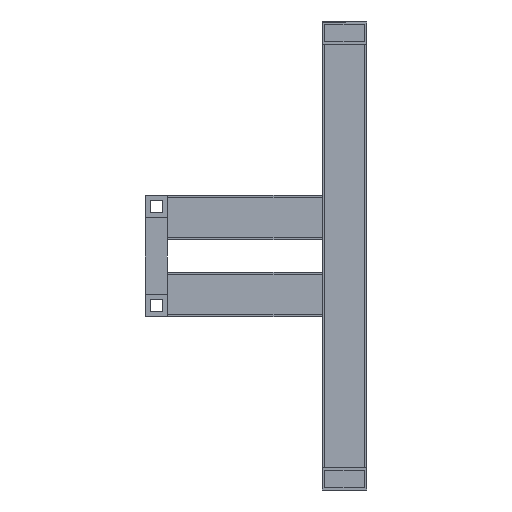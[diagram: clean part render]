
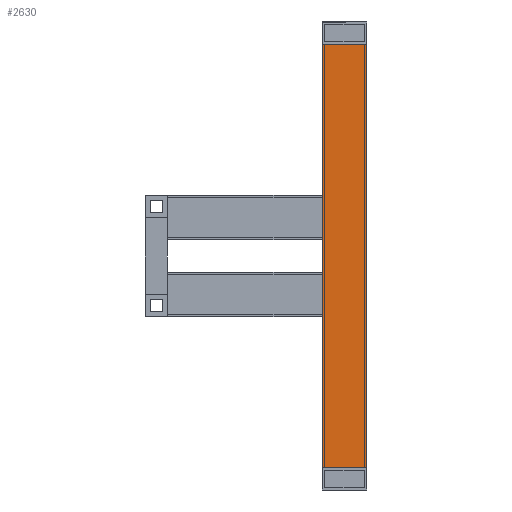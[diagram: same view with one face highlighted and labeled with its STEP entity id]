
A CAD part, left-side view. The second image highlights one B-rep face of the part: STEP entity #2630.
In plain terms, the highlighted planar face has unit normal (-1, 0, 0).
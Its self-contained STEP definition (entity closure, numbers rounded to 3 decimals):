
#100 = VECTOR ( 'NONE', #1844, 1000. ) ;
#116 = DIRECTION ( 'NONE',  ( 0., 0., -1. ) ) ;
#238 = EDGE_CURVE ( 'NONE', #2882, #1705, #3679, .T. ) ;
#351 = CARTESIAN_POINT ( 'NONE',  ( -207.5, 45., 427.5 ) ) ;
#549 = LINE ( 'NONE', #1482, #601 ) ;
#577 = VERTEX_POINT ( 'NONE', #1007 ) ;
#601 = VECTOR ( 'NONE', #1716, 1000. ) ;
#662 = CARTESIAN_POINT ( 'NONE',  ( -207.5, 45., 427.5 ) ) ;
#782 = EDGE_CURVE ( 'NONE', #577, #1652, #549, .T. ) ;
#846 = EDGE_LOOP ( 'NONE', ( #2941, #3580, #966, #2352 ) ) ;
#959 = DIRECTION ( 'NONE',  ( 0., -1., 0. ) ) ;
#966 = ORIENTED_EDGE ( 'NONE', *, *, #782, .F. ) ;
#1007 = CARTESIAN_POINT ( 'NONE',  ( -207.5, -45., -427.5 ) ) ;
#1303 = DIRECTION ( 'NONE',  ( 0., 0., -1. ) ) ;
#1482 = CARTESIAN_POINT ( 'NONE',  ( -207.5, 45., -427.5 ) ) ;
#1548 = CARTESIAN_POINT ( 'NONE',  ( -207.5, 45., 450. ) ) ;
#1578 = CARTESIAN_POINT ( 'NONE',  ( -207.5, -45., 450. ) ) ;
#1603 = DIRECTION ( 'NONE',  ( 1., 0., 0. ) ) ;
#1652 = VERTEX_POINT ( 'NONE', #3147 ) ;
#1705 = VERTEX_POINT ( 'NONE', #2569 ) ;
#1716 = DIRECTION ( 'NONE',  ( 0., 1., 0. ) ) ;
#1801 = VECTOR ( 'NONE', #959, 1000. ) ;
#1844 = DIRECTION ( 'NONE',  ( 0., 0., -1. ) ) ;
#1900 = PLANE ( 'NONE',  #2139 ) ;
#2096 = EDGE_CURVE ( 'NONE', #2882, #1652, #3001, .T. ) ;
#2139 = AXIS2_PLACEMENT_3D ( 'NONE', #2846, #1603, #116 ) ;
#2145 = LINE ( 'NONE', #1578, #100 ) ;
#2352 = ORIENTED_EDGE ( 'NONE', *, *, #2888, .F. ) ;
#2546 = FACE_OUTER_BOUND ( 'NONE', #846, .T. ) ;
#2569 = CARTESIAN_POINT ( 'NONE',  ( -207.5, -45., 427.5 ) ) ;
#2630 = ADVANCED_FACE ( 'NONE', ( #2546 ), #1900, .F. ) ;
#2846 = CARTESIAN_POINT ( 'NONE',  ( -207.5, 45., 450. ) ) ;
#2882 = VERTEX_POINT ( 'NONE', #351 ) ;
#2888 = EDGE_CURVE ( 'NONE', #1705, #577, #2145, .T. ) ;
#2941 = ORIENTED_EDGE ( 'NONE', *, *, #238, .F. ) ;
#3001 = LINE ( 'NONE', #1548, #3676 ) ;
#3147 = CARTESIAN_POINT ( 'NONE',  ( -207.5, 45., -427.5 ) ) ;
#3580 = ORIENTED_EDGE ( 'NONE', *, *, #2096, .T. ) ;
#3676 = VECTOR ( 'NONE', #1303, 1000. ) ;
#3679 = LINE ( 'NONE', #662, #1801 ) ;
